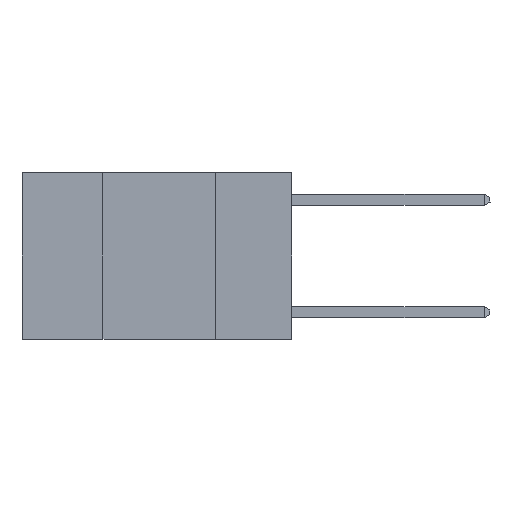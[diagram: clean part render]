
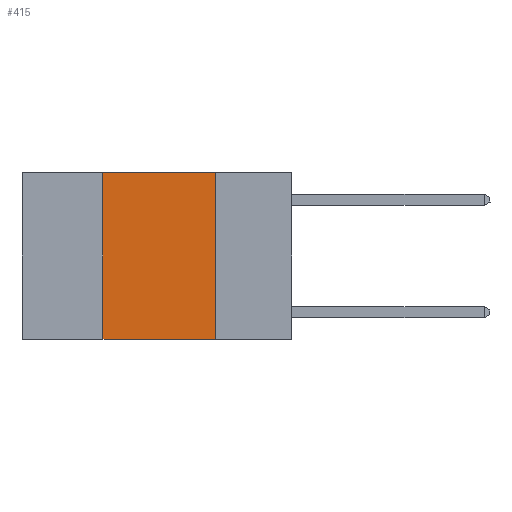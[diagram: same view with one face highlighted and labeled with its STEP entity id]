
A CAD part, left-side view. The second image highlights one B-rep face of the part: STEP entity #415.
In plain terms, the highlighted planar face has unit normal (-1, 0, 0).
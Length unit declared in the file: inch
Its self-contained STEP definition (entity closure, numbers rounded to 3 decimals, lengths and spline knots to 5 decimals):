
#96 = CARTESIAN_POINT ( 'NONE',  ( 0., 0.42, 0. ) ) ;
#327 = DIRECTION ( 'NONE',  ( 0., 0., -1. ) ) ;
#415 = ADVANCED_FACE ( 'NONE', ( #4365 ), #10791, .F. ) ;
#3181 = DIRECTION ( 'NONE',  ( 0., -1., 0. ) ) ;
#4365 = FACE_OUTER_BOUND ( 'NONE', #22612, .T. ) ;
#4812 = EDGE_CURVE ( 'NONE', #20852, #24614, #9612, .T. ) ;
#5962 = DIRECTION ( 'NONE',  ( 0., 0., 1. ) ) ;
#6774 = EDGE_CURVE ( 'NONE', #19958, #12293, #10468, .T. ) ;
#6960 = AXIS2_PLACEMENT_3D ( 'NONE', #23120, #12877, #19237 ) ;
#8894 = CARTESIAN_POINT ( 'NONE',  ( 0., 0.17, -0.37 ) ) ;
#9612 = LINE ( 'NONE', #22356, #16842 ) ;
#9773 = EDGE_CURVE ( 'NONE', #24614, #12293, #15511, .T. ) ;
#10345 = CARTESIAN_POINT ( 'NONE',  ( 0., 0.17, 0. ) ) ;
#10468 = LINE ( 'NONE', #15048, #11092 ) ;
#10791 = PLANE ( 'NONE',  #6960 ) ;
#11092 = VECTOR ( 'NONE', #23656, 39.37008 ) ;
#12293 = VERTEX_POINT ( 'NONE', #8894 ) ;
#12877 = DIRECTION ( 'NONE',  ( 1., 0., 0. ) ) ;
#13918 = VECTOR ( 'NONE', #5962, 39.37008 ) ;
#14453 = ORIENTED_EDGE ( 'NONE', *, *, #16598, .F. ) ;
#14580 = LINE ( 'NONE', #23464, #13918 ) ;
#15048 = CARTESIAN_POINT ( 'NONE',  ( 0., 0.6, -0.37 ) ) ;
#15511 = LINE ( 'NONE', #25936, #26290 ) ;
#16598 = EDGE_CURVE ( 'NONE', #19958, #20852, #14580, .T. ) ;
#16842 = VECTOR ( 'NONE', #3181, 39.37008 ) ;
#19237 = DIRECTION ( 'NONE',  ( 0., 0., -1. ) ) ;
#19958 = VERTEX_POINT ( 'NONE', #21429 ) ;
#20197 = ORIENTED_EDGE ( 'NONE', *, *, #4812, .F. ) ;
#20852 = VERTEX_POINT ( 'NONE', #96 ) ;
#21429 = CARTESIAN_POINT ( 'NONE',  ( 0., 0.42, -0.37 ) ) ;
#22356 = CARTESIAN_POINT ( 'NONE',  ( 0., 0.6, 0. ) ) ;
#22612 = EDGE_LOOP ( 'NONE', ( #25122, #20197, #14453, #23154 ) ) ;
#23120 = CARTESIAN_POINT ( 'NONE',  ( 0., 0.6, 0. ) ) ;
#23154 = ORIENTED_EDGE ( 'NONE', *, *, #6774, .T. ) ;
#23464 = CARTESIAN_POINT ( 'NONE',  ( 0., 0.42, 0. ) ) ;
#23656 = DIRECTION ( 'NONE',  ( 0., -1., 0. ) ) ;
#24614 = VERTEX_POINT ( 'NONE', #10345 ) ;
#25122 = ORIENTED_EDGE ( 'NONE', *, *, #9773, .F. ) ;
#25936 = CARTESIAN_POINT ( 'NONE',  ( 0., 0.17, 0. ) ) ;
#26290 = VECTOR ( 'NONE', #327, 39.37008 ) ;
